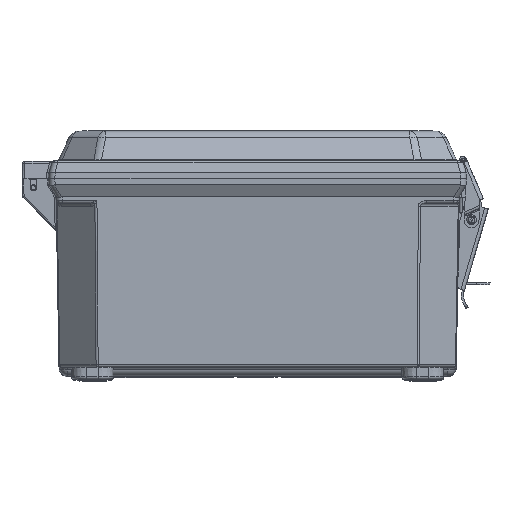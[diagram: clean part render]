
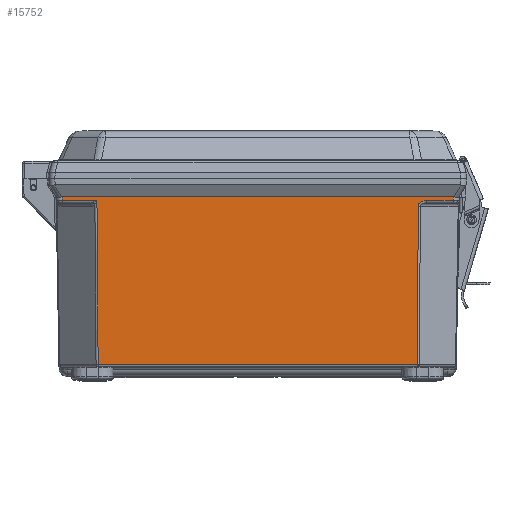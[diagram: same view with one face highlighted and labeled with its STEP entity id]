
A CAD part, top view. The second image highlights one B-rep face of the part: STEP entity #15752.
In plain terms, the highlighted planar face has unit normal (0, -0.018, 1).
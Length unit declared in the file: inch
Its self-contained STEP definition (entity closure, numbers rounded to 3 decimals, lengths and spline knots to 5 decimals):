
#936 = CARTESIAN_POINT ( 'NONE',  ( 4.08391, -0.45208, 5.09995 ) ) ;
#1746 = EDGE_LOOP ( 'NONE', ( #77254, #159009, #52053, #152445, #12837, #75102, #48625, #149994, #100522 ) ) ;
#4515 = CARTESIAN_POINT ( 'NONE',  ( -4.08497, -0.45208, 5.09995 ) ) ;
#6268 = CARTESIAN_POINT ( 'NONE',  ( -4.08404, -0.5053, 5.09902 ) ) ;
#8310 = VECTOR ( 'NONE', #135808, 39.37008 ) ;
#12553 = LINE ( 'NONE', #50100, #78079 ) ;
#12837 = ORIENTED_EDGE ( 'NONE', *, *, #110151, .T. ) ;
#13495 = CARTESIAN_POINT ( 'NONE',  ( 3.3833, -0.375, 5.1013 ) ) ;
#15752 = ADVANCED_FACE ( 'NONE', ( #157939 ), #97083, .T. ) ;
#23183 = VERTEX_POINT ( 'NONE', #157401 ) ;
#23751 = VERTEX_POINT ( 'NONE', #4515 ) ;
#24186 = CARTESIAN_POINT ( 'NONE',  ( 3.3833, -3.87559, 5.04019 ) ) ;
#27536 = DIRECTION ( 'NONE',  ( 0., -0.017, 1. ) ) ;
#31780 = CARTESIAN_POINT ( 'NONE',  ( 3.52939, -0.45208, 5.09995 ) ) ;
#40669 = CARTESIAN_POINT ( 'NONE',  ( 3.35618, -0.57392, 5.09783 ) ) ;
#43288 = EDGE_CURVE ( 'NONE', #110437, #131589, #92885, .T. ) ;
#44042 = VECTOR ( 'NONE', #103937, 39.37008 ) ;
#44720 = VERTEX_POINT ( 'NONE', #40669 ) ;
#48625 = ORIENTED_EDGE ( 'NONE', *, *, #86815, .T. ) ;
#49635 = DIRECTION ( 'NONE',  ( -1., 0., 0. ) ) ;
#50100 = CARTESIAN_POINT ( 'NONE',  ( 3.35762, -0.37481, 5.1013 ) ) ;
#51394 = EDGE_CURVE ( 'NONE', #68830, #44720, #12553, .T. ) ;
#52053 = ORIENTED_EDGE ( 'NONE', *, *, #51394, .T. ) ;
#55761 = VECTOR ( 'NONE', #58981, 39.37008 ) ;
#58981 = DIRECTION ( 'NONE',  ( 0.017, 1., 0.017 ) ) ;
#62068 = VERTEX_POINT ( 'NONE', #89609 ) ;
#62212 = CARTESIAN_POINT ( 'NONE',  ( -4.08632, -0.375, 5.1013 ) ) ;
#62889 = CARTESIAN_POINT ( 'NONE',  ( -3.35727, -0.42372, 5.10045 ) ) ;
#63038 = CARTESIAN_POINT ( 'NONE',  ( 3.52939, -0.45208, 5.09995 ) ) ;
#63636 = CARTESIAN_POINT ( 'NONE',  ( 3.3567, -0.50229, 5.09908 ) ) ;
#67170 = VECTOR ( 'NONE', #49635, 39.37008 ) ;
#68830 = VERTEX_POINT ( 'NONE', #113055 ) ;
#75102 = ORIENTED_EDGE ( 'NONE', *, *, #43288, .T. ) ;
#76828 = LINE ( 'NONE', #6268, #44042 ) ;
#77254 = ORIENTED_EDGE ( 'NONE', *, *, #153845, .T. ) ;
#78079 = VECTOR ( 'NONE', #161675, 39.37008 ) ;
#81438 = VERTEX_POINT ( 'NONE', #31780 ) ;
#86815 = EDGE_CURVE ( 'NONE', #131589, #178910, #104214, .T. ) ;
#89609 = CARTESIAN_POINT ( 'NONE',  ( -3.33231, -3.87559, 5.04019 ) ) ;
#92885 = LINE ( 'NONE', #142486, #55761 ) ;
#94646 = EDGE_CURVE ( 'NONE', #178910, #23751, #76828, .T. ) ;
#97083 = PLANE ( 'NONE',  #138064 ) ;
#98594 = DIRECTION ( 'NONE',  ( 1., 0., 0. ) ) ;
#100522 = ORIENTED_EDGE ( 'NONE', *, *, #164621, .T. ) ;
#103937 = DIRECTION ( 'NONE',  ( 0.017, -1., -0.017 ) ) ;
#104214 = LINE ( 'NONE', #105135, #67170 ) ;
#105135 = CARTESIAN_POINT ( 'NONE',  ( 4.35563, -0.375, 5.1013 ) ) ;
#105845 = CARTESIAN_POINT ( 'NONE',  ( 4.08497, -0.45208, 5.09995 ) ) ;
#110151 = EDGE_CURVE ( 'NONE', #81438, #110437, #122508, .T. ) ;
#110437 = VERTEX_POINT ( 'NONE', #105845 ) ;
#111615 = CARTESIAN_POINT ( 'NONE',  ( -3.3823, -0.45208, 5.09995 ) ) ;
#113055 = CARTESIAN_POINT ( 'NONE',  ( 3.33231, -3.87559, 5.04019 ) ) ;
#115466 = LINE ( 'NONE', #111615, #148144 ) ;
#119132 = CARTESIAN_POINT ( 'NONE',  ( 3.42808, -0.45208, 5.09995 ) ) ;
#119702 = LINE ( 'NONE', #24186, #8310 ) ;
#122508 = LINE ( 'NONE', #936, #159524 ) ;
#125172 = DIRECTION ( 'NONE',  ( 0., -1., -0.017 ) ) ;
#128815 = VECTOR ( 'NONE', #160388, 39.37008 ) ;
#131589 = VERTEX_POINT ( 'NONE', #162726 ) ;
#135808 = DIRECTION ( 'NONE',  ( 1., 0., 0. ) ) ;
#136282 =( BOUNDED_CURVE ( )  B_SPLINE_CURVE ( 3, ( #63038, #119132, #63636, #161139 ),
 .UNSPECIFIED., .F., .F. ) 
 B_SPLINE_CURVE_WITH_KNOTS ( ( 4, 4 ),
 ( 1.59548, 3.14882 ),
 .UNSPECIFIED. ) 
 CURVE ( )  GEOMETRIC_REPRESENTATION_ITEM ( )  RATIONAL_B_SPLINE_CURVE ( ( 1., 0.809, 0.809, 1. ) ) 
 REPRESENTATION_ITEM ( '' )  );
#138064 = AXIS2_PLACEMENT_3D ( 'NONE', #13495, #27536, #125172 ) ;
#142486 = CARTESIAN_POINT ( 'NONE',  ( 4.0861, -0.38726, 5.10108 ) ) ;
#148144 = VECTOR ( 'NONE', #181055, 39.37008 ) ;
#149994 = ORIENTED_EDGE ( 'NONE', *, *, #94646, .T. ) ;
#152445 = ORIENTED_EDGE ( 'NONE', *, *, #174983, .F. ) ;
#153845 = EDGE_CURVE ( 'NONE', #23183, #62068, #170206, .T. ) ;
#157401 = CARTESIAN_POINT ( 'NONE',  ( -3.35706, -0.45208, 5.09995 ) ) ;
#157939 = FACE_OUTER_BOUND ( 'NONE', #1746, .T. ) ;
#159009 = ORIENTED_EDGE ( 'NONE', *, *, #165292, .T. ) ;
#159524 = VECTOR ( 'NONE', #98594, 39.37008 ) ;
#160388 = DIRECTION ( 'NONE',  ( 0.007, -1., -0.017 ) ) ;
#161139 = CARTESIAN_POINT ( 'NONE',  ( 3.35618, -0.57392, 5.09783 ) ) ;
#161675 = DIRECTION ( 'NONE',  ( 0.007, 1., 0.017 ) ) ;
#162726 = CARTESIAN_POINT ( 'NONE',  ( 4.08632, -0.375, 5.1013 ) ) ;
#164621 = EDGE_CURVE ( 'NONE', #23751, #23183, #115466, .T. ) ;
#165292 = EDGE_CURVE ( 'NONE', #62068, #68830, #119702, .T. ) ;
#170206 = LINE ( 'NONE', #62889, #128815 ) ;
#174983 = EDGE_CURVE ( 'NONE', #81438, #44720, #136282, .T. ) ;
#178910 = VERTEX_POINT ( 'NONE', #62212 ) ;
#181055 = DIRECTION ( 'NONE',  ( 1., 0., 0. ) ) ;
